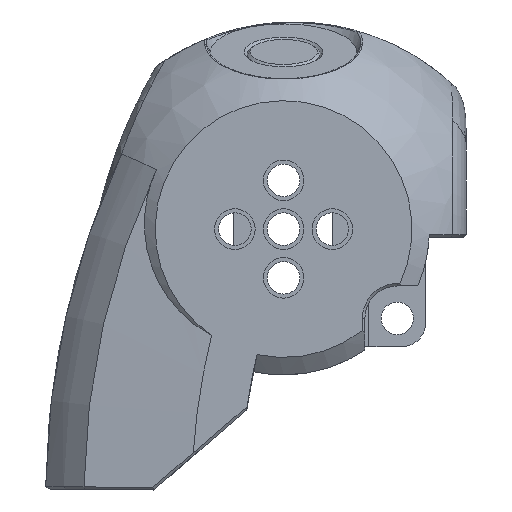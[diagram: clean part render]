
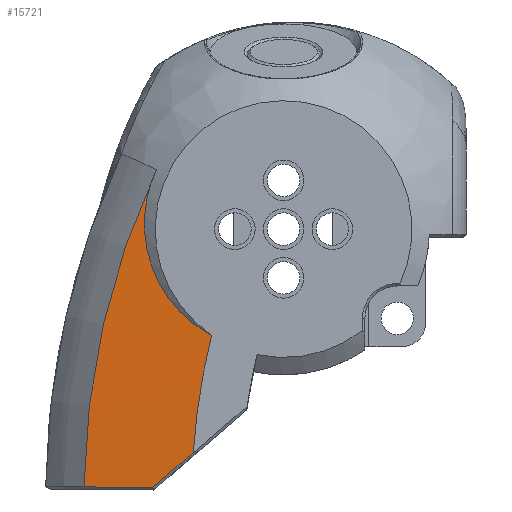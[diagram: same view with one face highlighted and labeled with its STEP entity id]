
A CAD part, left-side view. The second image highlights one B-rep face of the part: STEP entity #15721.
In plain terms, the highlighted conical face has half-angle 85.236 degrees and reference radius 88.64 mm.
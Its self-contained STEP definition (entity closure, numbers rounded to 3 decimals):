
#80 = CARTESIAN_POINT ( 'NONE',  ( -21.873, 25.042, -17.181 ) ) ;
#171 = CARTESIAN_POINT ( 'NONE',  ( -21.647, 26.641, -13.308 ) ) ;
#525 = DIRECTION ( 'NONE',  ( 1., 0., 0. ) ) ;
#568 = VERTEX_POINT ( 'NONE', #11947 ) ;
#1215 = CARTESIAN_POINT ( 'NONE',  ( -21.615, 26.804, -12.59 ) ) ;
#1301 = CARTESIAN_POINT ( 'NONE',  ( -21.985, 24.078, -18.66 ) ) ;
#1382 = ORIENTED_EDGE ( 'NONE', *, *, #5207, .F. ) ;
#1564 = CARTESIAN_POINT ( 'NONE',  ( -22.142, 22.595, -20.365 ) ) ;
#1732 = CARTESIAN_POINT ( 'NONE',  ( -21.529, 27.112, -10.4 ) ) ;
#1817 = CARTESIAN_POINT ( 'NONE',  ( -21.433, 26.924, -6.759 ) ) ;
#1901 = EDGE_CURVE ( 'NONE', #15644, #9126, #9137, .T. ) ;
#1922 = AXIS2_PLACEMENT_3D ( 'NONE', #8394, #11273, #4646 ) ;
#2432 = CARTESIAN_POINT ( 'NONE',  ( -22.097, 26.135, -41.827 ) ) ;
#2506 = CARTESIAN_POINT ( 'NONE',  ( -21.707, 26.278, -14.483 ) ) ;
#2674 = CARTESIAN_POINT ( 'NONE',  ( -21.861, 25.138, -17.013 ) ) ;
#2758 = CARTESIAN_POINT ( 'NONE',  ( -21.67, 26.51, -13.781 ) ) ;
#2929 = VERTEX_POINT ( 'NONE', #8257 ) ;
#3013 = CARTESIAN_POINT ( 'NONE',  ( -21.427, 26.862, -6.404 ) ) ;
#3043 = AXIS2_PLACEMENT_3D ( 'NONE', #6023, #525, #6193 ) ;
#3162 = ORIENTED_EDGE ( 'NONE', *, *, #8725, .F. ) ;
#3190 = CARTESIAN_POINT ( 'NONE',  ( -21.393, 26.093, -3.626 ) ) ;
#3641 = CARTESIAN_POINT ( 'NONE',  ( -22.32, 23.408, -39.482 ) ) ;
#3988 = CARTESIAN_POINT ( 'NONE',  ( -21.865, 25.105, -17.071 ) ) ;
#4076 = CARTESIAN_POINT ( 'NONE',  ( -21.739, 26.066, -15.065 ) ) ;
#4160 = CARTESIAN_POINT ( 'NONE',  ( -22.018, 23.773, -19.056 ) ) ;
#4250 = CARTESIAN_POINT ( 'NONE',  ( -21.474, 27.118, -8.552 ) ) ;
#4338 = CARTESIAN_POINT ( 'NONE',  ( -21.414, 26.686, -5.611 ) ) ;
#4387 = VERTEX_POINT ( 'NONE', #16737 ) ;
#4511 = CARTESIAN_POINT ( 'NONE',  ( -21.447, 27.033, -7.471 ) ) ;
#4600 = CARTESIAN_POINT ( 'NONE',  ( -21.482, 27.131, -8.861 ) ) ;
#4646 = DIRECTION ( 'NONE',  ( 0., 0.998, 0.066 ) ) ;
#5140 = CIRCLE ( 'NONE', #14564, 95.279 ) ;
#5142 = CARTESIAN_POINT ( 'NONE',  ( -22.083, 23.158, -19.771 ) ) ;
#5149 = CARTESIAN_POINT ( 'NONE',  ( -21.393, 34.579, -41.745 ) ) ;
#5207 = EDGE_CURVE ( 'NONE', #15644, #2929, #6363, .T. ) ;
#5396 = CARTESIAN_POINT ( 'NONE',  ( -21.759, 25.925, -15.409 ) ) ;
#5480 = CARTESIAN_POINT ( 'NONE',  ( -21.605, 26.853, -12.349 ) ) ;
#5499 = CARTESIAN_POINT ( 'NONE',  ( -22.097, 26.135, -41.827 ) ) ;
#5740 = CARTESIAN_POINT ( 'NONE',  ( -21.547, 27.072, -10.89 ) ) ;
#6023 = CARTESIAN_POINT ( 'NONE',  ( -21.947, -60.692, -42.964 ) ) ;
#6088 = DIRECTION ( 'NONE',  ( 0., 1., 0.013 ) ) ;
#6193 = DIRECTION ( 'NONE',  ( 0., -1., -0.01 ) ) ;
#6269 = CARTESIAN_POINT ( 'NONE',  ( -22.097, 26.135, -41.827 ) ) ;
#6363 = B_SPLINE_CURVE_WITH_KNOTS ( 'NONE', 3,
 ( #2432, #6618, #8005, #5149 ),
 .UNSPECIFIED., .F., .F.,
 ( 4, 4 ),
 ( 0., 1. ),
 .UNSPECIFIED. ) ;
#6435 = CARTESIAN_POINT ( 'NONE',  ( -22.5, 21.127, -37.52 ) ) ;
#6618 = CARTESIAN_POINT ( 'NONE',  ( -21.872, 28.833, -41.801 ) ) ;
#6698 = CARTESIAN_POINT ( 'NONE',  ( -21.799, 25.628, -16.087 ) ) ;
#6783 = CARTESIAN_POINT ( 'NONE',  ( -22.233, 21.683, -21.211 ) ) ;
#6951 = CARTESIAN_POINT ( 'NONE',  ( -21.495, 27.142, -9.293 ) ) ;
#7130 = CARTESIAN_POINT ( 'NONE',  ( -21.417, 26.728, -5.785 ) ) ;
#7488 = FACE_OUTER_BOUND ( 'NONE', #14637, .T. ) ;
#8005 = CARTESIAN_POINT ( 'NONE',  ( -21.637, 31.657, -41.774 ) ) ;
#8257 = CARTESIAN_POINT ( 'NONE',  ( -21.393, 34.579, -41.745 ) ) ;
#8259 = CARTESIAN_POINT ( 'NONE',  ( -21.477, 27.124, -8.675 ) ) ;
#8394 = CARTESIAN_POINT ( 'NONE',  ( -22.5, -60.692, -42.964 ) ) ;
#8725 = EDGE_CURVE ( 'NONE', #2929, #568, #5140, .T. ) ;
#9126 = VERTEX_POINT ( 'NONE', #10058 ) ;
#9137 = B_SPLINE_CURVE_WITH_KNOTS ( 'NONE', 3,
 ( #6269, #15554, #3641, #12542, #6435 ),
 .UNSPECIFIED., .F., .F.,
 ( 4, 1, 4 ),
 ( 0., 0.613, 1. ),
 .UNSPECIFIED. ) ;
#9309 = CARTESIAN_POINT ( 'NONE',  ( -21.884, 24.946, -17.346 ) ) ;
#9391 = CARTESIAN_POINT ( 'NONE',  ( -21.72, 26.195, -14.717 ) ) ;
#9996 = DIRECTION ( 'NONE',  ( 1., 0., 0. ) ) ;
#10058 = CARTESIAN_POINT ( 'NONE',  ( -22.5, 21.127, -37.52 ) ) ;
#10532 = CARTESIAN_POINT ( 'NONE',  ( -22.07, 23.284, -19.628 ) ) ;
#10711 = CARTESIAN_POINT ( 'NONE',  ( -22.061, 23.367, -19.532 ) ) ;
#10745 = ORIENTED_EDGE ( 'NONE', *, *, #1901, .T. ) ;
#10793 = CARTESIAN_POINT ( 'NONE',  ( -21.575, 26.977, -11.62 ) ) ;
#10878 = CARTESIAN_POINT ( 'NONE',  ( -21.506, 27.138, -9.663 ) ) ;
#11273 = DIRECTION ( 'NONE',  ( 1., 0., 0. ) ) ;
#11761 = B_SPLINE_CURVE_WITH_KNOTS ( 'NONE', 3,
 ( #13488, #12008, #13233, #6783, #14512, #1564, #13404, #5142, #10532, #10711, #14601, #4160, #1301, #12102, #15900, #9309, #80, #3988, #2674, #13315, #6698, #5396, #4076, #9391, #2506, #14686, #2758, #171, #1215, #5480, #14773, #10793, #5740, #1732, #10878, #6951, #4600, #8259, #4250, #15113, #12363, #4511, #1817, #3013, #15199, #7130, #14942, #13821, #4338, #13904, #3190, #12184 ),
 .UNSPECIFIED., .F., .F.,
 ( 4, 2, 2, 1, 1, 2, 2, 2, 1, 1, 2, 2, 2, 1, 2, 2, 2, 2, 2, 2, 1, 1, 2, 2, 2, 1, 1, 1, 2, 2, 4 ),
 ( 0., 0.125, 0.188, 0.219, 0.234, 0.242, 0.25, 0.313, 0.344, 0.359, 0.367, 0.375, 0.438, 0.469, 0.484, 0.5, 0.563, 0.594, 0.625, 0.688, 0.719, 0.734, 0.742, 0.75, 0.813, 0.844, 0.859, 0.867, 0.871, 0.875, 1. ),
 .UNSPECIFIED. ) ;
#11947 = CARTESIAN_POINT ( 'NONE',  ( -21.393, 25.66, -2.697 ) ) ;
#12008 = CARTESIAN_POINT ( 'NONE',  ( -22.423, 19.712, -22.652 ) ) ;
#12102 = CARTESIAN_POINT ( 'NONE',  ( -21.936, 24.508, -18.041 ) ) ;
#12184 = CARTESIAN_POINT ( 'NONE',  ( -21.393, 25.66, -2.697 ) ) ;
#12363 = CARTESIAN_POINT ( 'NONE',  ( -21.458, 27.083, -7.949 ) ) ;
#12542 = CARTESIAN_POINT ( 'NONE',  ( -22.45, 21.76, -38.065 ) ) ;
#12703 = CARTESIAN_POINT ( 'NONE',  ( -21.393, -60.692, -42.964 ) ) ;
#12979 = EDGE_CURVE ( 'NONE', #9126, #4387, #17193, .T. ) ;
#13233 = CARTESIAN_POINT ( 'NONE',  ( -22.346, 20.523, -22.13 ) ) ;
#13315 = CARTESIAN_POINT ( 'NONE',  ( -21.828, 25.408, -16.529 ) ) ;
#13404 = CARTESIAN_POINT ( 'NONE',  ( -22.115, 22.859, -20.097 ) ) ;
#13488 = CARTESIAN_POINT ( 'NONE',  ( -22.5, 18.864, -23.093 ) ) ;
#13821 = CARTESIAN_POINT ( 'NONE',  ( -21.415, 26.693, -5.639 ) ) ;
#13904 = CARTESIAN_POINT ( 'NONE',  ( -21.4, 26.433, -4.589 ) ) ;
#14512 = CARTESIAN_POINT ( 'NONE',  ( -22.196, 22.056, -20.885 ) ) ;
#14564 = AXIS2_PLACEMENT_3D ( 'NONE', #12703, #9996, #6088 ) ;
#14601 = CARTESIAN_POINT ( 'NONE',  ( -22.057, 23.41, -19.483 ) ) ;
#14637 = EDGE_LOOP ( 'NONE', ( #10745, #16919, #14988, #3162, #1382 ) ) ;
#14686 = CARTESIAN_POINT ( 'NONE',  ( -21.701, 26.319, -14.364 ) ) ;
#14735 = EDGE_CURVE ( 'NONE', #4387, #568, #11761, .T. ) ;
#14773 = CARTESIAN_POINT ( 'NONE',  ( -21.585, 26.939, -11.865 ) ) ;
#14942 = CARTESIAN_POINT ( 'NONE',  ( -21.416, 26.707, -5.697 ) ) ;
#14988 = ORIENTED_EDGE ( 'NONE', *, *, #14735, .T. ) ;
#15113 = CARTESIAN_POINT ( 'NONE',  ( -21.472, 27.115, -8.488 ) ) ;
#15199 = CARTESIAN_POINT ( 'NONE',  ( -21.42, 26.775, -5.991 ) ) ;
#15554 = CARTESIAN_POINT ( 'NONE',  ( -22.183, 25.09, -40.928 ) ) ;
#15644 = VERTEX_POINT ( 'NONE', #5499 ) ;
#15721 = ADVANCED_FACE ( 'NONE', ( #7488 ), #16665, .T. ) ;
#15900 = CARTESIAN_POINT ( 'NONE',  ( -21.912, 24.716, -17.725 ) ) ;
#16665 = CONICAL_SURFACE ( 'NONE', #3043, 88.64, 1.488 ) ;
#16737 = CARTESIAN_POINT ( 'NONE',  ( -22.5, 18.864, -23.093 ) ) ;
#16919 = ORIENTED_EDGE ( 'NONE', *, *, #12979, .T. ) ;
#17193 = CIRCLE ( 'NONE', #1922, 82. ) ;
